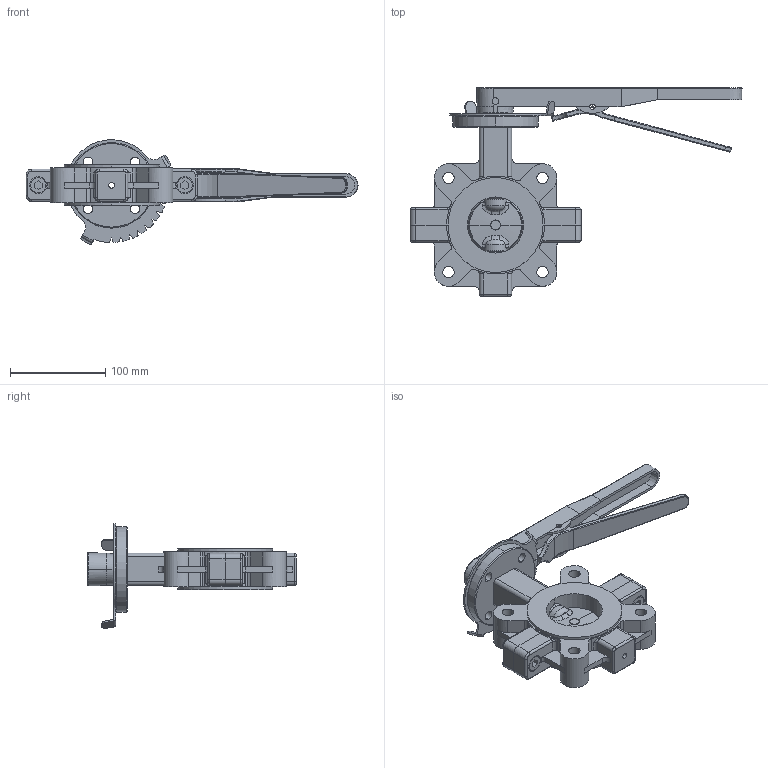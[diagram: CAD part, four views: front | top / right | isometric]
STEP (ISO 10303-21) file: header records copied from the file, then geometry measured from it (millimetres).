
FILE_DESCRIPTION (( 'STEP AP214' ), '1' );
FILE_NAME ('AS-L1-0250-PMR-HA.step', '2019-08-26T11:37:25', ( '' ), ( '' ), 'SwSTEP 2.0', 'SolidWorks 2019', '' );
FILE_SCHEMA (( 'AUTOMOTIVE_DESIGN' ));
Length unit declared in the file: inch
Products named in the file (2): AS-L1-0250-PMR-HA
Bounding box: 349.27 x 219.51 x 109.9 mm (x, y, z)
Surface area: 171811.2 mm2 (no closed solid volume)
Topology: 0 solids, 32 shells, 595 faces, 2021 edges, 1428 vertices
Faces by surface type: cylinder 262, plane 200, torus 59, cone 35, bspline 31, sphere 8
Entity records: 34553 total; most frequent: CARTESIAN_POINT 9701, DIRECTION 3501, ORIENTED_EDGE 3413, EDGE_CURVE 2016, VERTEX_POINT 1426, AXIS2_PLACEMENT_3D 1280, LINE 941, VECTOR 941
